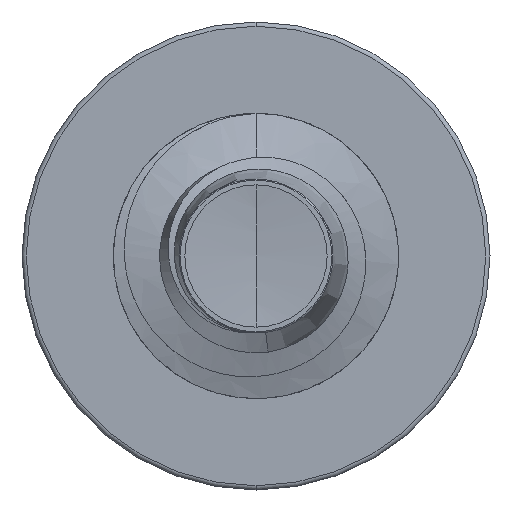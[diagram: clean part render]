
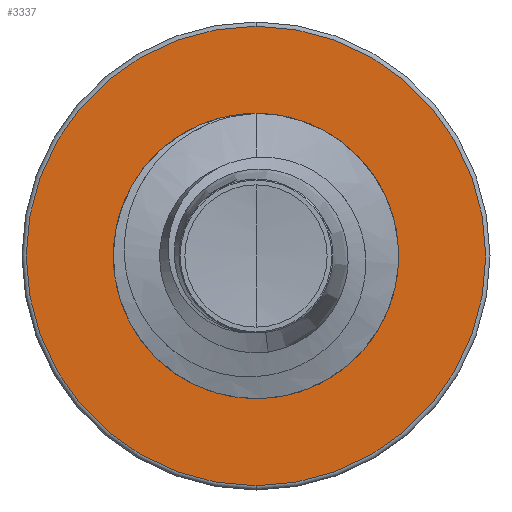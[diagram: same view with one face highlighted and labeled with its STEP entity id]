
A CAD part, front view. The second image highlights one B-rep face of the part: STEP entity #3337.
In plain terms, the highlighted planar face has unit normal (0, -1, 0).
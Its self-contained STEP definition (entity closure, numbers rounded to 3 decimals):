
#17 = CARTESIAN_POINT ( 'NONE',  ( 0., 8.5, 4.025 ) ) ;
#269 = AXIS2_PLACEMENT_3D ( 'NONE', #11571, #6095, #592 ) ;
#592 = DIRECTION ( 'NONE',  ( 0., 0., 1. ) ) ;
#820 = EDGE_LOOP ( 'NONE', ( #5466, #6601 ) ) ;
#867 = DIRECTION ( 'NONE',  ( 0., 1., 0. ) ) ;
#1029 = DIRECTION ( 'NONE',  ( 0., 0., 1. ) ) ;
#1203 = EDGE_CURVE ( 'NONE', #5890, #2324, #7712, .T. ) ;
#1819 = EDGE_CURVE ( 'NONE', #2324, #5890, #11713, .T. ) ;
#1946 = DIRECTION ( 'NONE',  ( 0., 0., 1. ) ) ;
#2324 = VERTEX_POINT ( 'NONE', #10901 ) ;
#2667 = EDGE_CURVE ( 'NONE', #7707, #3453, #2678, .T. ) ;
#2678 = CIRCLE ( 'NONE', #8911, 4.025 ) ;
#2939 = DIRECTION ( 'NONE',  ( 0., 1., 0. ) ) ;
#3315 = CARTESIAN_POINT ( 'NONE',  ( 0., 8.5, -2.415 ) ) ;
#3337 = ADVANCED_FACE ( 'NONE', ( #8855, #4531 ), #11102, .F. ) ;
#3453 = VERTEX_POINT ( 'NONE', #10269 ) ;
#3762 = AXIS2_PLACEMENT_3D ( 'NONE', #4773, #11194, #5704 ) ;
#4531 = FACE_BOUND ( 'NONE', #7170, .T. ) ;
#4773 = CARTESIAN_POINT ( 'NONE',  ( 0., 8.5, 0. ) ) ;
#5466 = ORIENTED_EDGE ( 'NONE', *, *, #2667, .F. ) ;
#5584 = ORIENTED_EDGE ( 'NONE', *, *, #1819, .T. ) ;
#5613 = CARTESIAN_POINT ( 'NONE',  ( 0., 8.5, -2.415 ) ) ;
#5704 = DIRECTION ( 'NONE',  ( 0., 0., 1. ) ) ;
#5890 = VERTEX_POINT ( 'NONE', #3315 ) ;
#6056 = AXIS2_PLACEMENT_3D ( 'NONE', #6994, #867, #1946 ) ;
#6095 = DIRECTION ( 'NONE',  ( 0., 1., 0. ) ) ;
#6510 = CIRCLE ( 'NONE', #3762, 4.025 ) ;
#6531 = DIRECTION ( 'NONE',  ( 0., 1., 0. ) ) ;
#6601 = ORIENTED_EDGE ( 'NONE', *, *, #9259, .F. ) ;
#6748 = ORIENTED_EDGE ( 'NONE', *, *, #1203, .T. ) ;
#6994 = CARTESIAN_POINT ( 'NONE',  ( 0., 8.5, 0. ) ) ;
#7170 = EDGE_LOOP ( 'NONE', ( #5584, #6748 ) ) ;
#7423 = AXIS2_PLACEMENT_3D ( 'NONE', #5613, #6531, #1029 ) ;
#7707 = VERTEX_POINT ( 'NONE', #17 ) ;
#7712 = CIRCLE ( 'NONE', #6056, 2.415 ) ;
#8436 = CARTESIAN_POINT ( 'NONE',  ( 0., 8.5, 0. ) ) ;
#8855 = FACE_OUTER_BOUND ( 'NONE', #820, .T. ) ;
#8911 = AXIS2_PLACEMENT_3D ( 'NONE', #8436, #2939, #9361 ) ;
#9259 = EDGE_CURVE ( 'NONE', #3453, #7707, #6510, .T. ) ;
#9361 = DIRECTION ( 'NONE',  ( 0., 0., 1. ) ) ;
#10269 = CARTESIAN_POINT ( 'NONE',  ( 0., 8.5, -4.025 ) ) ;
#10901 = CARTESIAN_POINT ( 'NONE',  ( 0., 8.5, 2.415 ) ) ;
#11102 = PLANE ( 'NONE',  #7423 ) ;
#11194 = DIRECTION ( 'NONE',  ( 0., 1., 0. ) ) ;
#11571 = CARTESIAN_POINT ( 'NONE',  ( 0., 8.5, 0. ) ) ;
#11713 = CIRCLE ( 'NONE', #269, 2.415 ) ;
